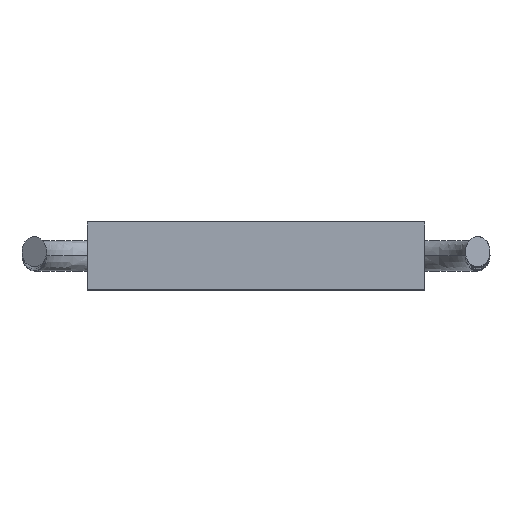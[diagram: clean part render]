
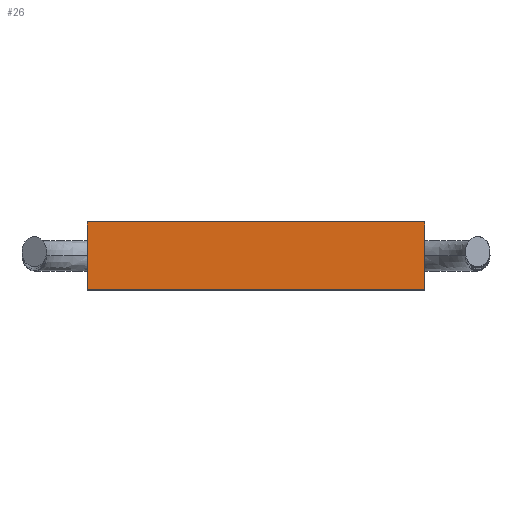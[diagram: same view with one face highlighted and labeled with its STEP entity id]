
A CAD part, top view. The second image highlights one B-rep face of the part: STEP entity #26.
In plain terms, the highlighted planar face has unit normal (0, 0, 1).
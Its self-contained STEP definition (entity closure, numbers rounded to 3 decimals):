
#26 = ADVANCED_FACE ( 'NONE', ( #307 ), #628, .F. ) ;
#54 = LINE ( 'NONE', #835, #579 ) ;
#73 = DIRECTION ( 'NONE',  ( 0., -1., 0. ) ) ;
#116 = LINE ( 'NONE', #582, #412 ) ;
#125 = EDGE_LOOP ( 'NONE', ( #622, #306, #322, #207 ) ) ;
#191 = DIRECTION ( 'NONE',  ( 1., 0., 0. ) ) ;
#202 = VERTEX_POINT ( 'NONE', #482 ) ;
#203 = CARTESIAN_POINT ( 'NONE',  ( 5., 2., 5. ) ) ;
#207 = ORIENTED_EDGE ( 'NONE', *, *, #239, .T. ) ;
#239 = EDGE_CURVE ( 'NONE', #202, #596, #54, .T. ) ;
#254 = VECTOR ( 'NONE', #73, 1000. ) ;
#288 = CARTESIAN_POINT ( 'NONE',  ( -5., 2., 5. ) ) ;
#303 = DIRECTION ( 'NONE',  ( -1., 0., 0. ) ) ;
#306 = ORIENTED_EDGE ( 'NONE', *, *, #469, .F. ) ;
#307 = FACE_OUTER_BOUND ( 'NONE', #125, .T. ) ;
#322 = ORIENTED_EDGE ( 'NONE', *, *, #768, .F. ) ;
#330 = EDGE_CURVE ( 'NONE', #596, #666, #116, .T. ) ;
#335 = CARTESIAN_POINT ( 'NONE',  ( -5., 0., 5. ) ) ;
#403 = AXIS2_PLACEMENT_3D ( 'NONE', #438, #691, #303 ) ;
#412 = VECTOR ( 'NONE', #191, 1000. ) ;
#420 = DIRECTION ( 'NONE',  ( 1., 0., 0. ) ) ;
#438 = CARTESIAN_POINT ( 'NONE',  ( -5., 2., 5. ) ) ;
#465 = LINE ( 'NONE', #288, #810 ) ;
#469 = EDGE_CURVE ( 'NONE', #647, #666, #759, .T. ) ;
#482 = CARTESIAN_POINT ( 'NONE',  ( -5., 2., 5. ) ) ;
#509 = DIRECTION ( 'NONE',  ( 0., -1., 0. ) ) ;
#579 = VECTOR ( 'NONE', #509, 1000. ) ;
#582 = CARTESIAN_POINT ( 'NONE',  ( -5., 0., 5. ) ) ;
#596 = VERTEX_POINT ( 'NONE', #335 ) ;
#622 = ORIENTED_EDGE ( 'NONE', *, *, #330, .T. ) ;
#628 = PLANE ( 'NONE',  #403 ) ;
#647 = VERTEX_POINT ( 'NONE', #736 ) ;
#666 = VERTEX_POINT ( 'NONE', #667 ) ;
#667 = CARTESIAN_POINT ( 'NONE',  ( 5., 0., 5. ) ) ;
#691 = DIRECTION ( 'NONE',  ( 0., 0., -1. ) ) ;
#736 = CARTESIAN_POINT ( 'NONE',  ( 5., 2., 5. ) ) ;
#759 = LINE ( 'NONE', #203, #254 ) ;
#768 = EDGE_CURVE ( 'NONE', #202, #647, #465, .T. ) ;
#810 = VECTOR ( 'NONE', #420, 1000. ) ;
#835 = CARTESIAN_POINT ( 'NONE',  ( -5., 2., 5. ) ) ;
